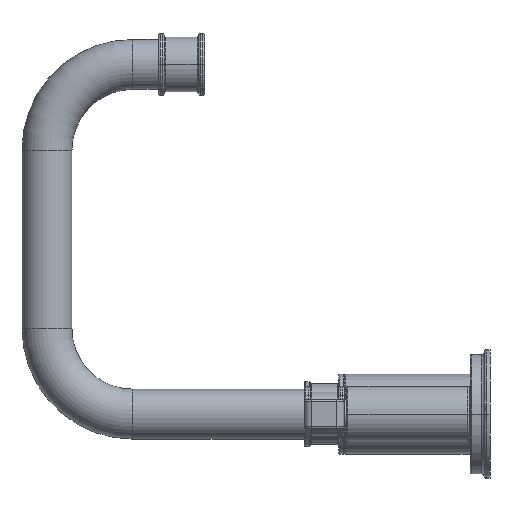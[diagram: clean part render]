
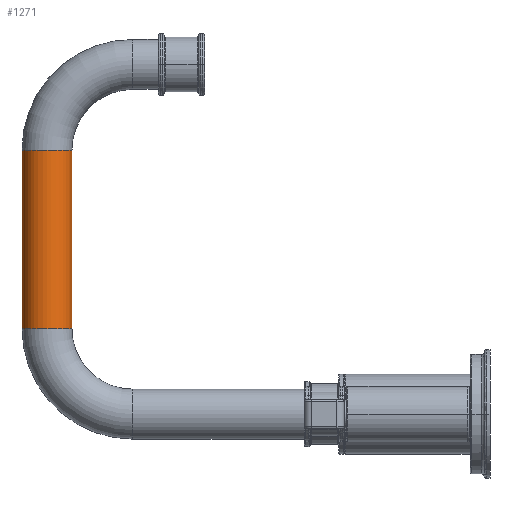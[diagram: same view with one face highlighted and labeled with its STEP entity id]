
A CAD part, left-side view. The second image highlights one B-rep face of the part: STEP entity #1271.
In plain terms, the highlighted cylindrical face has radius 11.113 mm (diameter 22.225 mm), a partial arc.
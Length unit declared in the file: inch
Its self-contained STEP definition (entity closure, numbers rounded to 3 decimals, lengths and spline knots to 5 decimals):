
#204=CARTESIAN_POINT('',(0.,7.76,4.625));
#205=DIRECTION('',(0.,0.,-1.));
#206=DIRECTION('',(0.,-1.,0.));
#207=AXIS2_PLACEMENT_3D('',#204,#205,#206);
#219=DIRECTION('',(0.,0.,-1.));
#220=VECTOR('',#219,3.125);
#221=CARTESIAN_POINT('',(0.,7.3225,4.625));
#222=LINE('',#221,#220);
#228=CARTESIAN_POINT('',(0.,7.76,1.5));
#229=DIRECTION('',(0.,0.,1.));
#230=DIRECTION('',(0.,1.,0.));
#231=AXIS2_PLACEMENT_3D('',#228,#229,#230);
#261=DIRECTION('',(0.,0.,-1.));
#262=VECTOR('',#261,3.125);
#263=CARTESIAN_POINT('',(0.,8.1975,4.625));
#264=LINE('',#263,#262);
#874=CARTESIAN_POINT('',(0.,8.1975,1.5));
#875=VERTEX_POINT('',#874);
#876=CARTESIAN_POINT('',(0.,7.3225,1.5));
#877=VERTEX_POINT('',#876);
#878=CARTESIAN_POINT('',(0.,7.3225,4.625));
#879=VERTEX_POINT('',#878);
#880=CARTESIAN_POINT('',(0.,8.1975,4.625));
#881=VERTEX_POINT('',#880);
#1257=CARTESIAN_POINT('',(0.,7.76,1.5));
#1258=DIRECTION('',(0.,0.,1.));
#1259=DIRECTION('',(0.,-1.,0.));
#1260=AXIS2_PLACEMENT_3D('',#1257,#1258,#1259);
#1261=CYLINDRICAL_SURFACE('',#1260,0.4375);
#1263=ORIENTED_EDGE('',*,*,#1262,.F.);
#1265=ORIENTED_EDGE('',*,*,#1264,.F.);
#1266=ORIENTED_EDGE('',*,*,#1247,.F.);
#1268=ORIENTED_EDGE('',*,*,#1267,.T.);
#1269=EDGE_LOOP('',(#1263,#1265,#1266,#1268));
#1270=FACE_OUTER_BOUND('',#1269,.F.);
#1271=ADVANCED_FACE('',(#1270),#1261,.T.);
#208=CIRCLE('',#207,0.4375);
#232=CIRCLE('',#231,0.4375);
#1247=EDGE_CURVE('',#879,#881,#208,.T.);
#1262=EDGE_CURVE('',#875,#877,#232,.T.);
#1264=EDGE_CURVE('',#881,#875,#264,.T.);
#1267=EDGE_CURVE('',#879,#877,#222,.T.);
